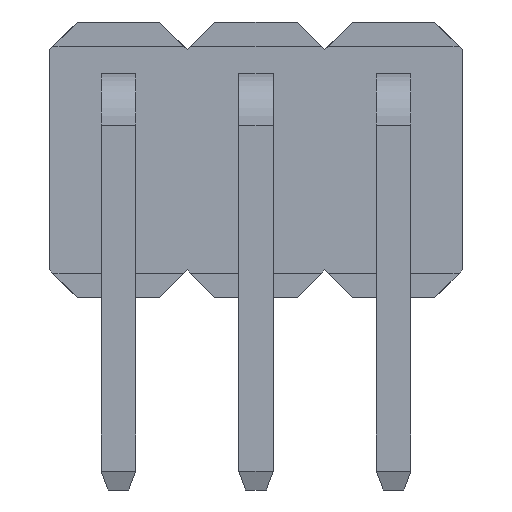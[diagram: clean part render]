
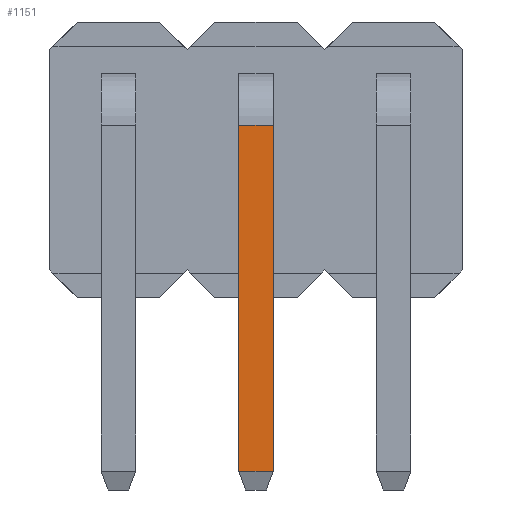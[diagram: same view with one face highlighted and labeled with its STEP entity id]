
A CAD part, front view. The second image highlights one B-rep face of the part: STEP entity #1151.
In plain terms, the highlighted planar face has unit normal (0, -1, 0).
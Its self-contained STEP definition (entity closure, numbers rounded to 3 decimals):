
#1151=ADVANCED_FACE('',(#2555),#2557,.T.);
#2555=FACE_BOUND('',#2556,.T.);
#2556=EDGE_LOOP('',(#3621,#3622,#3623,#3624));
#2557=PLANE('',#2558);
#2558=AXIS2_PLACEMENT_3D('',#2559,#2560,#2561);
#2559=CARTESIAN_POINT('',(1.75,-2.25,-2.8));
#2560=DIRECTION('',(0.,-1.,0.));
#2561=DIRECTION('',(1.,0.,0.));
#3621=ORIENTED_EDGE('',*,*,#4220,.T.);
#3622=ORIENTED_EDGE('',*,*,#4124,.T.);
#3623=ORIENTED_EDGE('',*,*,#4219,.F.);
#3624=ORIENTED_EDGE('',*,*,#4128,.F.);
#4124=EDGE_CURVE('',#4744,#4754,#4756,.T.);
#4128=EDGE_CURVE('',#4761,#4763,#4764,.T.);
#4219=EDGE_CURVE('',#4763,#4754,#4919,.T.);
#4220=EDGE_CURVE('',#4761,#4744,#4920,.T.);
#4744=VERTEX_POINT('',#6006);
#4754=VERTEX_POINT('',#6027);
#4756=LINE('',#6032,#6033);
#4761=VERTEX_POINT('',#6043);
#4763=VERTEX_POINT('',#6047);
#4764=LINE('',#6048,#6049);
#4919=LINE('',#6407,#6408);
#4920=LINE('',#6410,#6411);
#6006=CARTESIAN_POINT('',(2.25,-2.25,-2.525));
#6027=CARTESIAN_POINT('',(2.25,-2.25,2.5));
#6032=CARTESIAN_POINT('',(2.25,-2.25,-2.525));
#6033=VECTOR('',#6034,1.);
#6034=DIRECTION('',(0.,0.,1.));
#6043=CARTESIAN_POINT('',(1.75,-2.25,-2.525));
#6047=CARTESIAN_POINT('',(1.75,-2.25,2.5));
#6048=CARTESIAN_POINT('',(1.75,-2.25,-2.525));
#6049=VECTOR('',#6050,1.);
#6050=DIRECTION('',(0.,0.,1.));
#6407=CARTESIAN_POINT('',(1.75,-2.25,2.5));
#6408=VECTOR('',#6409,1.);
#6409=DIRECTION('',(1.,0.,0.));
#6410=CARTESIAN_POINT('',(1.75,-2.25,-2.525));
#6411=VECTOR('',#6412,1.);
#6412=DIRECTION('',(1.,0.,0.));
